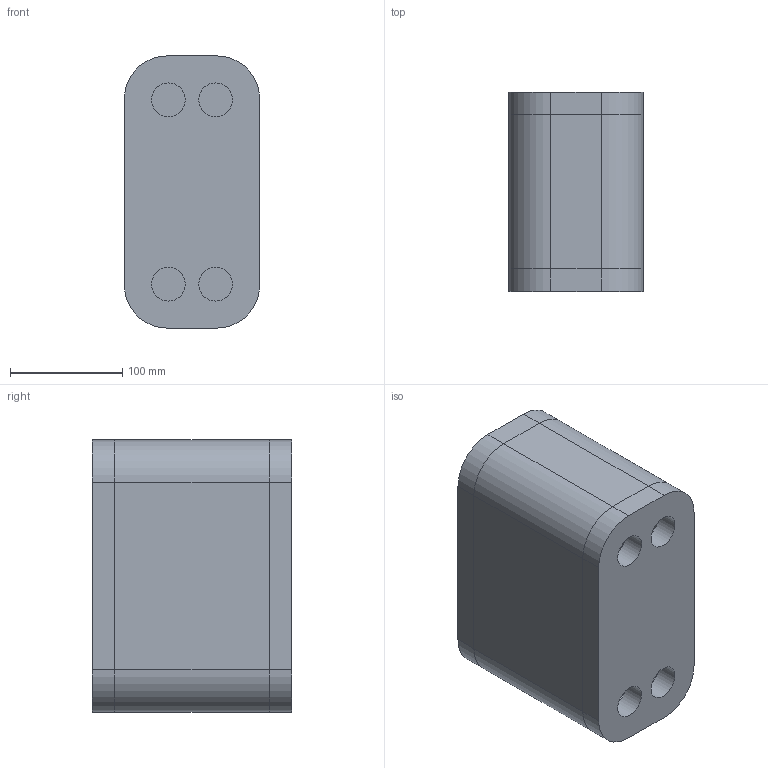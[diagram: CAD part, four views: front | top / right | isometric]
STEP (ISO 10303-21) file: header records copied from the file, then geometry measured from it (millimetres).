
FILE_DESCRIPTION(/* description */ (''),/* implementation_level */ '2;1');
FILE_NAME(/* name */ '3d_R...B-14-8296000.stp',/* time_stamp */ '2020-04-30T13:41:31+02:00',/* author */ ('Andrzej'),/* organization */ (''),/* preprocessor_version */ 'ST-DEVELOPER v16.13',/* originating_system */ 'AutoCAD Mechanical',/* authorisation */ '');
FILE_SCHEMA (('AUTOMOTIVE_DESIGN { 1 0 10303 214 3 1 1 }'));
Length unit declared in the file: millimetre
Products named in the file (1): Product
Bounding box: 120 x 177 x 242 mm (x, y, z)
Volume: 2646142.4 mm3; surface area: 348274.1 mm2
Topology: 4 solids, 4 shells, 60 faces, 156 edges, 104 vertices
Faces by surface type: plane 32, cylinder 28
Full cylindrical faces by diameter (mm): 30 x4
Entity records: 1880 total; most frequent: DIRECTION 330, CARTESIAN_POINT 317, ORIENTED_EDGE 304, EDGE_CURVE 152, AXIS2_PLACEMENT_3D 117, VERTEX_POINT 104, LINE 96, VECTOR 96
